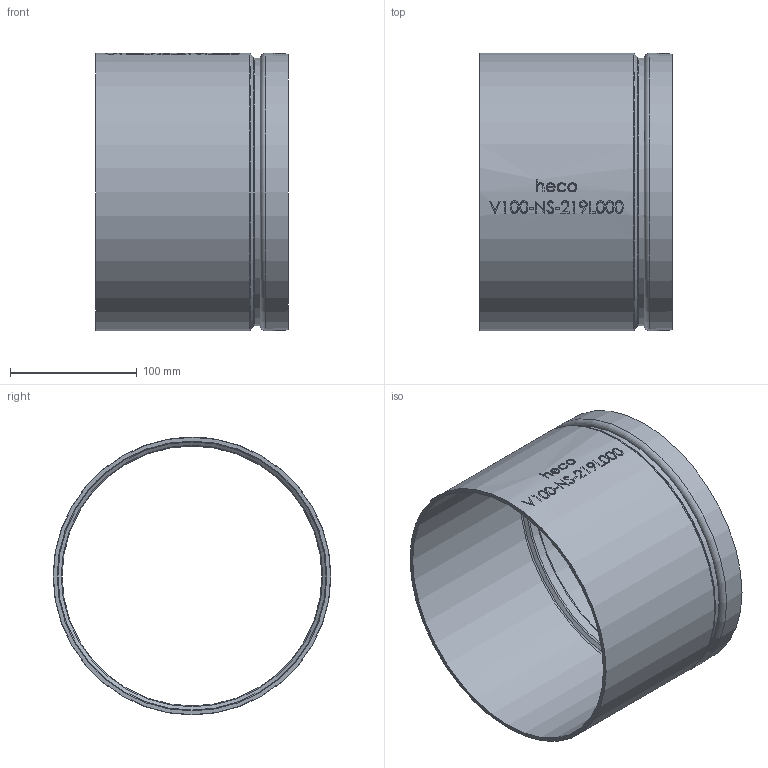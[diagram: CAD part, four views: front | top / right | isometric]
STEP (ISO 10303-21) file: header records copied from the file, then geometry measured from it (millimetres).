
FILE_DESCRIPTION (( 'STEP AP214' ), '1' );
FILE_NAME ('V100-NS-219L000-x Typ494 DN200 800 Ø219,1 1812.STEP', '2018-12-20T08:26:02', ( '' ), ( '' ), 'SwSTEP 2.0', 'SolidWorks 2016', '' );
FILE_SCHEMA (( 'AUTOMOTIVE_DESIGN' ));
Length unit declared in the file: inch
Products named in the file (1): V100-NS-219L000-x Typ494 DN200 800 Ø219,1 1812
Bounding box: 152.4 x 219.45 x 219.45 mm (x, y, z)
Volume: 319355.4 mm3; surface area: 216357.6 mm2
Topology: 1 solids, 1 shells, 223 faces, 570 edges, 378 vertices
Faces by surface type: bspline 110, plane 71, cylinder 31, torus 7, cone 4
Full cylindrical faces by diameter (mm): 205.207 x1, 211.201 x1, 213.081 x1, 219.075 x1
Entity records: 15688 total; most frequent: CARTESIAN_POINT 8548, ORIENTED_EDGE 1100, DIRECTION 583, EDGE_CURVE 550, VERTEX_POINT 373, EDGE_LOOP 269, B_SPLINE_CURVE_WITH_KNOTS 256, FACE_OUTER_BOUND 234
